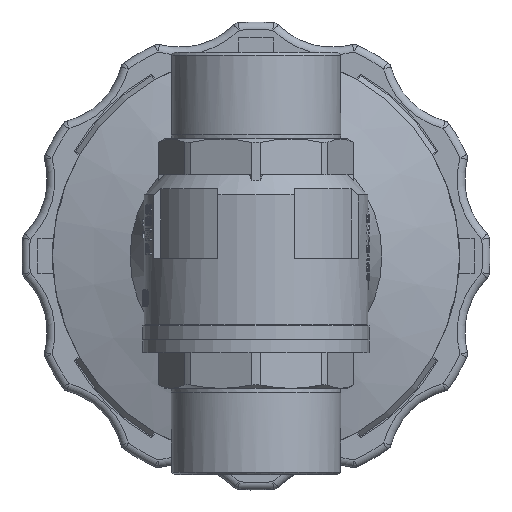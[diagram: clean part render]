
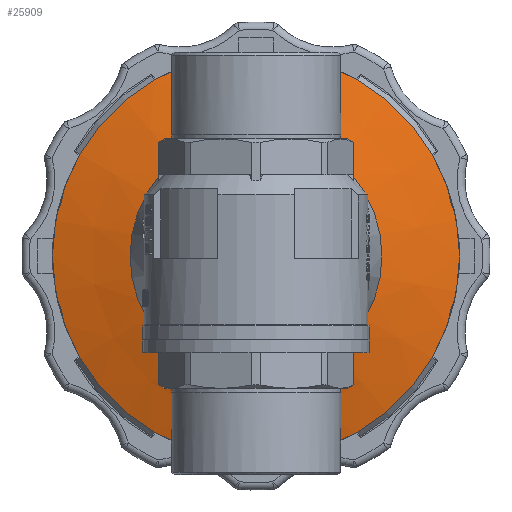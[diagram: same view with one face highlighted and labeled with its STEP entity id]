
A CAD part, left-side view. The second image highlights one B-rep face of the part: STEP entity #25909.
In plain terms, the highlighted conical face has half-angle 73.56 degrees and reference radius 32.375 mm.
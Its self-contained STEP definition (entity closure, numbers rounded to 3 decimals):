
#6042=CONICAL_SURFACE('',#37513,32.375,1.284);
#13608=ORIENTED_EDGE('',*,*,#17668,.F.);
#13609=ORIENTED_EDGE('',*,*,#17667,.T.);
#17667=EDGE_CURVE('',#20293,#20293,#21049,.T.);
#17668=EDGE_CURVE('',#20294,#20294,#21050,.T.);
#20293=VERTEX_POINT('',#58100);
#20294=VERTEX_POINT('',#58103);
#21049=CIRCLE('',#37512,24.75);
#21050=CIRCLE('',#37514,40.);
#22635=EDGE_LOOP('',(#13608));
#22636=EDGE_LOOP('',(#13609));
#24245=FACE_BOUND('',#22635,.T.);
#24246=FACE_BOUND('',#22636,.T.);
#25909=ADVANCED_FACE('',(#24245,#24246),#6042,.T.);
#37512=AXIS2_PLACEMENT_3D('',#58099,#46273,#46274);
#37513=AXIS2_PLACEMENT_3D('',#58101,#46275,#46276);
#37514=AXIS2_PLACEMENT_3D('',#58102,#46277,#46278);
#46273=DIRECTION('',(0.,1.,0.));
#46274=DIRECTION('',(1.,0.,0.));
#46275=DIRECTION('',(0.,1.,0.));
#46276=DIRECTION('',(1.,0.,0.));
#46277=DIRECTION('',(0.,1.,0.));
#46278=DIRECTION('',(-1.,0.,0.));
#58099=CARTESIAN_POINT('',(0.,41.,0.));
#58100=CARTESIAN_POINT('',(24.75,41.,0.));
#58101=CARTESIAN_POINT('',(0.,43.25,0.));
#58102=CARTESIAN_POINT('',(0.,45.5,0.));
#58103=CARTESIAN_POINT('',(-40.,45.5,0.));
